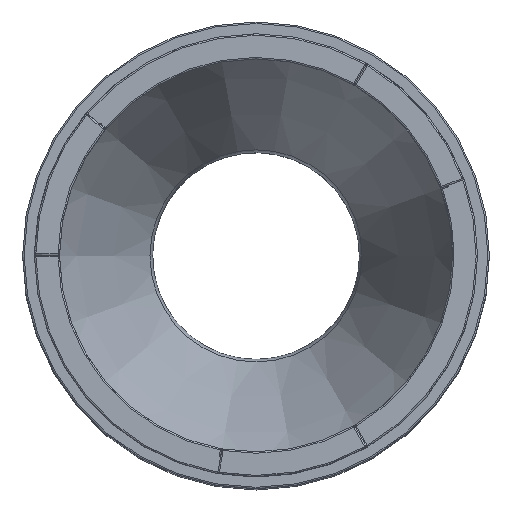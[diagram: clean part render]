
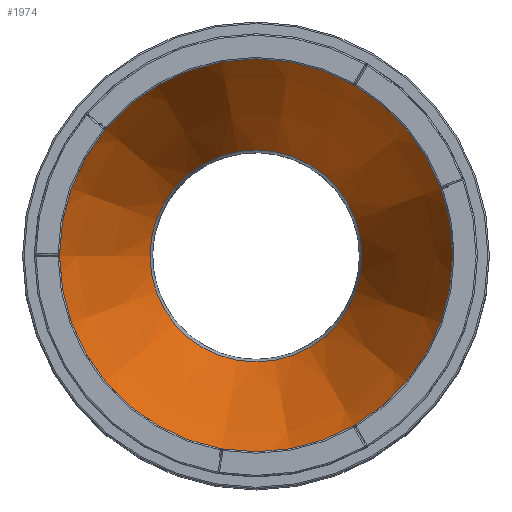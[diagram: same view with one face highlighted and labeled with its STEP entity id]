
A CAD part, top view. The second image highlights one B-rep face of the part: STEP entity #1974.
In plain terms, the highlighted conical face has half-angle 24.489 degrees and reference radius 55.25 mm.
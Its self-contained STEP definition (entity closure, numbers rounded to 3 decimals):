
#81=CONICAL_SURFACE('',#2234,55.25,0.427);
#212=FACE_OUTER_BOUND('',#335,.T.);
#335=EDGE_LOOP('',(#1715,#1716,#1717,#1718));
#481=CIRCLE('',#2228,73.094);
#486=CIRCLE('',#2235,35.9);
#640=LINE('',#4379,#728);
#728=VECTOR('',#2799,55.25);
#903=VERTEX_POINT('',#4365);
#907=VERTEX_POINT('',#4377);
#1187=EDGE_CURVE('',#903,#903,#481,.T.);
#1193=EDGE_CURVE('',#907,#907,#486,.T.);
#1194=EDGE_CURVE('',#907,#903,#640,.T.);
#1715=ORIENTED_EDGE('',*,*,#1193,.F.);
#1716=ORIENTED_EDGE('',*,*,#1194,.T.);
#1717=ORIENTED_EDGE('',*,*,#1187,.F.);
#1718=ORIENTED_EDGE('',*,*,#1194,.F.);
#1974=ADVANCED_FACE('',(#212),#81,.F.);
#2228=AXIS2_PLACEMENT_3D('',#4366,#2782,#2783);
#2234=AXIS2_PLACEMENT_3D('',#4376,#2795,#2796);
#2235=AXIS2_PLACEMENT_3D('',#4378,#2797,#2798);
#2782=DIRECTION('center_axis',(0.,0.,-1.));
#2783=DIRECTION('ref_axis',(-1.,0.,0.));
#2795=DIRECTION('center_axis',(0.,0.,1.));
#2796=DIRECTION('ref_axis',(-1.,0.,0.));
#2797=DIRECTION('center_axis',(0.,0.,1.));
#2798=DIRECTION('ref_axis',(1.,0.,0.));
#2799=DIRECTION('',(0.415,0.,0.91));
#4365=CARTESIAN_POINT('',(73.094,0.,220.219));
#4366=CARTESIAN_POINT('Origin',(0.,0.,220.219));
#4376=CARTESIAN_POINT('Origin',(0.,0.,181.043));
#4377=CARTESIAN_POINT('',(35.9,0.,138.561));
#4378=CARTESIAN_POINT('Origin',(0.,0.,138.561));
#4379=CARTESIAN_POINT('',(55.25,0.,181.043));
